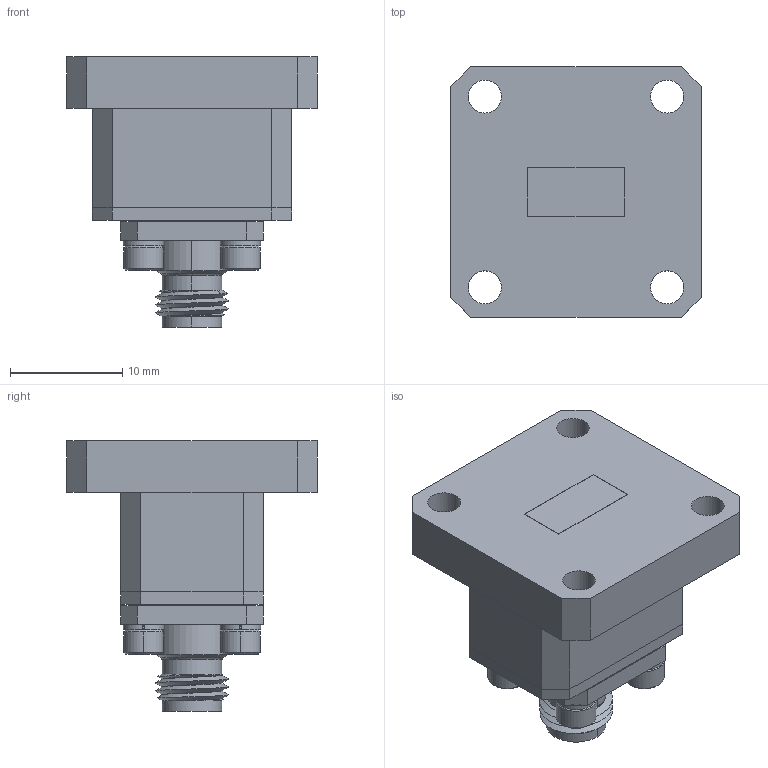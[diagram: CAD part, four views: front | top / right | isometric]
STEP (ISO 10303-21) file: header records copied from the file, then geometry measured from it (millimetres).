
FILE_DESCRIPTION (( 'STEP AP214' ), '1' );
FILE_NAME ('SWC-34KF-E1.STEP', '2018-03-09T01:25:51', ( '' ), ( '' ), 'SwSTEP 2.0', 'SolidWorks 2016', '' );
FILE_SCHEMA (( 'AUTOMOTIVE_DESIGN' ));
Length unit declared in the file: inch
Products named in the file (1): SWC-34KF-E1
Bounding box: 22.35 x 22.35 x 24.09 mm (x, y, z)
Volume: 4875.6 mm3; surface area: 3660.8 mm2
Topology: 11 solids, 11 shells, 448 faces, 1161 edges, 748 vertices
Faces by surface type: cylinder 272, plane 104, cone 60, bspline 10, torus 2
Entity records: 26049 total; most frequent: CARTESIAN_POINT 10491, ORIENTED_EDGE 2322, DIRECTION 1682, EDGE_CURVE 1161, VERTEX_POINT 748, AXIS2_PLACEMENT_3D 601, LINE 480, VECTOR 480
